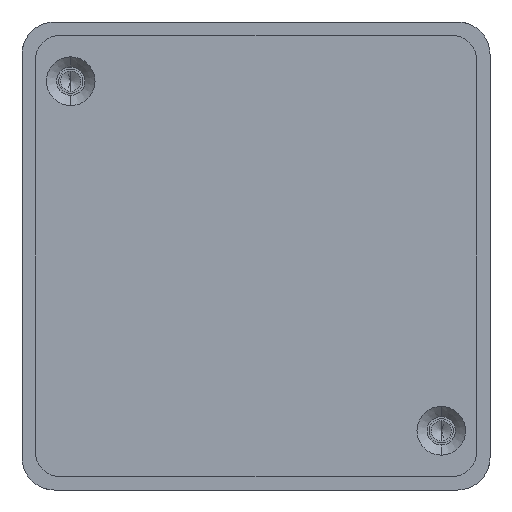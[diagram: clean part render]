
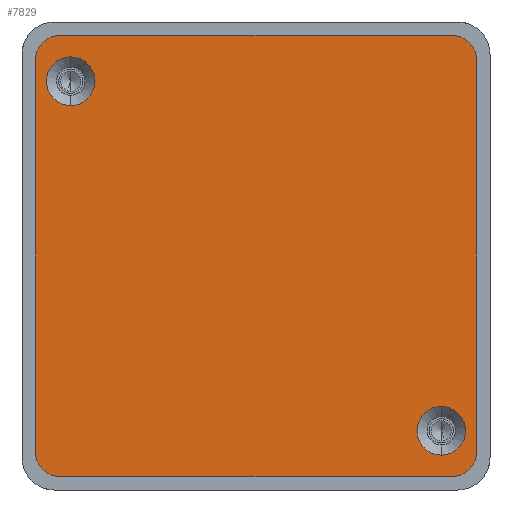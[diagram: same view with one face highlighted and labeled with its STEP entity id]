
A CAD part, left-side view. The second image highlights one B-rep face of the part: STEP entity #7829.
In plain terms, the highlighted planar face has unit normal (-1, 0, 0).
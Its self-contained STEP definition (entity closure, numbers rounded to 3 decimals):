
#2159=CARTESIAN_POINT('',(-19.6,17.78,21.59));
#2160=DIRECTION('',(1.,0.,0.));
#2161=DIRECTION('',(0.,0.,-1.));
#2162=AXIS2_PLACEMENT_3D('',#2159,#2160,#2161);
#2164=CARTESIAN_POINT('',(-19.6,17.78,21.59));
#2165=DIRECTION('',(1.,0.,0.));
#2166=DIRECTION('',(0.,0.,1.));
#2167=AXIS2_PLACEMENT_3D('',#2164,#2165,#2166);
#2169=CARTESIAN_POINT('',(-19.6,-27.98,-21.59));
#2170=DIRECTION('',(1.,0.,0.));
#2171=DIRECTION('',(0.,0.,-1.));
#2172=AXIS2_PLACEMENT_3D('',#2169,#2170,#2171);
#2174=CARTESIAN_POINT('',(-19.6,-27.98,-21.59));
#2175=DIRECTION('',(1.,0.,0.));
#2176=DIRECTION('',(0.,0.,1.));
#2177=AXIS2_PLACEMENT_3D('',#2174,#2175,#2176);
#2218=DIRECTION('',(0.,0.,1.));
#2219=VECTOR('',#2218,48.5);
#2220=CARTESIAN_POINT('',(-19.6,-32.35,-24.25));
#2221=LINE('',#2220,#2219);
#2230=CARTESIAN_POINT('',(-19.6,-29.35,24.25));
#2231=DIRECTION('',(1.,0.,0.));
#2232=DIRECTION('',(0.,0.,1.));
#2233=AXIS2_PLACEMENT_3D('',#2230,#2231,#2232);
#2240=DIRECTION('',(0.,1.,0.));
#2241=VECTOR('',#2240,48.5);
#2242=CARTESIAN_POINT('',(-19.6,-29.35,27.25));
#2243=LINE('',#2242,#2241);
#2252=CARTESIAN_POINT('',(-19.6,19.15,24.25));
#2253=DIRECTION('',(1.,0.,0.));
#2254=DIRECTION('',(0.,1.,0.));
#2255=AXIS2_PLACEMENT_3D('',#2252,#2253,#2254);
#2262=DIRECTION('',(0.,0.,-1.));
#2263=VECTOR('',#2262,48.5);
#2264=CARTESIAN_POINT('',(-19.6,22.15,24.25));
#2265=LINE('',#2264,#2263);
#2274=CARTESIAN_POINT('',(-19.6,19.15,-24.25));
#2275=DIRECTION('',(1.,0.,0.));
#2276=DIRECTION('',(0.,0.,-1.));
#2277=AXIS2_PLACEMENT_3D('',#2274,#2275,#2276);
#2284=DIRECTION('',(0.,-1.,0.));
#2285=VECTOR('',#2284,48.5);
#2286=CARTESIAN_POINT('',(-19.6,19.15,-27.25));
#2287=LINE('',#2286,#2285);
#2296=CARTESIAN_POINT('',(-19.6,-29.35,-24.25));
#2297=DIRECTION('',(1.,0.,0.));
#2298=DIRECTION('',(0.,-1.,0.));
#2299=AXIS2_PLACEMENT_3D('',#2296,#2297,#2298);
#5679=CARTESIAN_POINT('',(-19.6,17.78,18.59));
#5680=CARTESIAN_POINT('',(-19.6,17.78,24.59));
#5681=VERTEX_POINT('',#5679);
#5682=VERTEX_POINT('',#5680);
#5687=CARTESIAN_POINT('',(-19.6,-27.98,-24.59));
#5688=CARTESIAN_POINT('',(-19.6,-27.98,-18.59));
#5689=VERTEX_POINT('',#5687);
#5690=VERTEX_POINT('',#5688);
#5747=CARTESIAN_POINT('',(-19.6,-32.35,-24.25));
#5748=CARTESIAN_POINT('',(-19.6,-32.35,24.25));
#5749=VERTEX_POINT('',#5747);
#5750=VERTEX_POINT('',#5748);
#5751=CARTESIAN_POINT('',(-19.6,-29.35,27.25));
#5752=CARTESIAN_POINT('',(-19.6,19.15,27.25));
#5753=VERTEX_POINT('',#5751);
#5754=VERTEX_POINT('',#5752);
#5755=CARTESIAN_POINT('',(-19.6,22.15,24.25));
#5756=CARTESIAN_POINT('',(-19.6,22.15,-24.25));
#5757=VERTEX_POINT('',#5755);
#5758=VERTEX_POINT('',#5756);
#5759=CARTESIAN_POINT('',(-19.6,19.15,-27.25));
#5760=CARTESIAN_POINT('',(-19.6,-29.35,-27.25));
#5761=VERTEX_POINT('',#5759);
#5762=VERTEX_POINT('',#5760);
#7795=CARTESIAN_POINT('',(-19.6,-5.1,0.));
#7796=DIRECTION('',(1.,0.,0.));
#7797=DIRECTION('',(0.,0.,-1.));
#7798=AXIS2_PLACEMENT_3D('',#7795,#7796,#7797);
#7799=PLANE('',#7798);
#7801=ORIENTED_EDGE('',*,*,#7800,.F.);
#7803=ORIENTED_EDGE('',*,*,#7802,.T.);
#7805=ORIENTED_EDGE('',*,*,#7804,.F.);
#7807=ORIENTED_EDGE('',*,*,#7806,.T.);
#7809=ORIENTED_EDGE('',*,*,#7808,.F.);
#7811=ORIENTED_EDGE('',*,*,#7810,.T.);
#7813=ORIENTED_EDGE('',*,*,#7812,.F.);
#7815=ORIENTED_EDGE('',*,*,#7814,.T.);
#7816=EDGE_LOOP('',(#7801,#7803,#7805,#7807,#7809,#7811,#7813,#7815));
#7817=FACE_OUTER_BOUND('',#7816,.F.);
#7819=ORIENTED_EDGE('',*,*,#7818,.F.);
#7820=ORIENTED_EDGE('',*,*,#7785,.F.);
#7821=EDGE_LOOP('',(#7819,#7820));
#7822=FACE_BOUND('',#7821,.F.);
#7824=ORIENTED_EDGE('',*,*,#7823,.F.);
#7826=ORIENTED_EDGE('',*,*,#7825,.F.);
#7827=EDGE_LOOP('',(#7824,#7826));
#7828=FACE_BOUND('',#7827,.F.);
#7829=ADVANCED_FACE('',(#7817,#7822,#7828),#7799,.F.);
#2163=CIRCLE('',#2162,3.);
#2168=CIRCLE('',#2167,3.);
#2173=CIRCLE('',#2172,3.);
#2178=CIRCLE('',#2177,3.);
#2234=CIRCLE('',#2233,3.);
#2256=CIRCLE('',#2255,3.);
#2278=CIRCLE('',#2277,3.);
#2300=CIRCLE('',#2299,3.);
#7785=EDGE_CURVE('',#5682,#5681,#2168,.T.);
#7800=EDGE_CURVE('',#5749,#5750,#2221,.T.);
#7802=EDGE_CURVE('',#5749,#5762,#2300,.T.);
#7804=EDGE_CURVE('',#5761,#5762,#2287,.T.);
#7806=EDGE_CURVE('',#5761,#5758,#2278,.T.);
#7808=EDGE_CURVE('',#5757,#5758,#2265,.T.);
#7810=EDGE_CURVE('',#5757,#5754,#2256,.T.);
#7812=EDGE_CURVE('',#5753,#5754,#2243,.T.);
#7814=EDGE_CURVE('',#5753,#5750,#2234,.T.);
#7818=EDGE_CURVE('',#5681,#5682,#2163,.T.);
#7823=EDGE_CURVE('',#5689,#5690,#2173,.T.);
#7825=EDGE_CURVE('',#5690,#5689,#2178,.T.);
